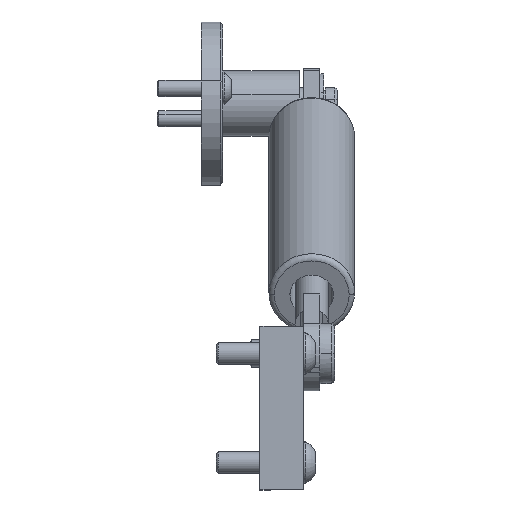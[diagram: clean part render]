
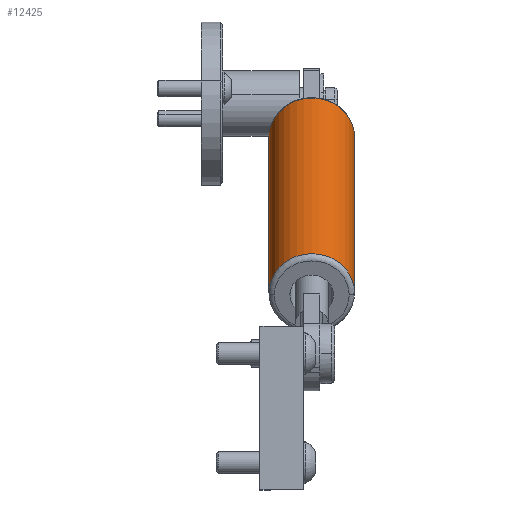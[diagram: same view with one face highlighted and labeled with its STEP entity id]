
A CAD part, top view. The second image highlights one B-rep face of the part: STEP entity #12425.
In plain terms, the highlighted cylindrical face has radius 7.85 mm (diameter 15.7 mm), a partial arc.
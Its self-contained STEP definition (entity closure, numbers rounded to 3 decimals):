
#746 = DIRECTION ( 'NONE',  ( 0., -1., 0. ) ) ;
#770 = CYLINDRICAL_SURFACE ( 'NONE', #8225, 7.85 ) ;
#871 = ORIENTED_EDGE ( 'NONE', *, *, #9112, .T. ) ;
#1460 = CARTESIAN_POINT ( 'NONE',  ( 0., -65., -7.85 ) ) ;
#1489 = VERTEX_POINT ( 'NONE', #10936 ) ;
#1811 = CIRCLE ( 'NONE', #7903, 7.85 ) ;
#1839 = CARTESIAN_POINT ( 'NONE',  ( 0., 1., 7.85 ) ) ;
#2002 = DIRECTION ( 'NONE',  ( 0., 0., -1. ) ) ;
#2015 = CIRCLE ( 'NONE', #3005, 7.85 ) ;
#2171 = ORIENTED_EDGE ( 'NONE', *, *, #3131, .T. ) ;
#2403 = DIRECTION ( 'NONE',  ( 0., -1., 0. ) ) ;
#2960 = DIRECTION ( 'NONE',  ( 0., -1., 0. ) ) ;
#3005 = AXIS2_PLACEMENT_3D ( 'NONE', #3916, #2960, #2002 ) ;
#3013 = EDGE_LOOP ( 'NONE', ( #871, #2171, #10973, #3448 ) ) ;
#3131 = EDGE_CURVE ( 'NONE', #4599, #5909, #4296, .T. ) ;
#3448 = ORIENTED_EDGE ( 'NONE', *, *, #10318, .F. ) ;
#3864 = VERTEX_POINT ( 'NONE', #9989 ) ;
#3916 = CARTESIAN_POINT ( 'NONE',  ( 0., 1., 0. ) ) ;
#4296 = LINE ( 'NONE', #12244, #9753 ) ;
#4505 = CARTESIAN_POINT ( 'NONE',  ( 0., 69., 7.85 ) ) ;
#4599 = VERTEX_POINT ( 'NONE', #4505 ) ;
#5160 = VECTOR ( 'NONE', #2403, 1000. ) ;
#5909 = VERTEX_POINT ( 'NONE', #1839 ) ;
#6018 = FACE_OUTER_BOUND ( 'NONE', #3013, .T. ) ;
#6064 = LINE ( 'NONE', #1460, #5160 ) ;
#6509 = DIRECTION ( 'NONE',  ( 0., -1., 0. ) ) ;
#7699 = DIRECTION ( 'NONE',  ( 0., -1., 0. ) ) ;
#7743 = DIRECTION ( 'NONE',  ( 0., 0., -1. ) ) ;
#7903 = AXIS2_PLACEMENT_3D ( 'NONE', #10364, #746, #10247 ) ;
#8225 = AXIS2_PLACEMENT_3D ( 'NONE', #11728, #7699, #7743 ) ;
#9112 = EDGE_CURVE ( 'NONE', #3864, #4599, #1811, .T. ) ;
#9753 = VECTOR ( 'NONE', #6509, 1000. ) ;
#9989 = CARTESIAN_POINT ( 'NONE',  ( 0., 69., -7.85 ) ) ;
#10247 = DIRECTION ( 'NONE',  ( 0., 0., -1. ) ) ;
#10318 = EDGE_CURVE ( 'NONE', #3864, #1489, #6064, .T. ) ;
#10364 = CARTESIAN_POINT ( 'NONE',  ( 0., 69., 0. ) ) ;
#10787 = EDGE_CURVE ( 'NONE', #1489, #5909, #2015, .T. ) ;
#10936 = CARTESIAN_POINT ( 'NONE',  ( 0., 1., -7.85 ) ) ;
#10973 = ORIENTED_EDGE ( 'NONE', *, *, #10787, .F. ) ;
#11728 = CARTESIAN_POINT ( 'NONE',  ( 0., -65., 0. ) ) ;
#12244 = CARTESIAN_POINT ( 'NONE',  ( 0., -65., 7.85 ) ) ;
#12425 = ADVANCED_FACE ( 'NONE', ( #6018 ), #770, .T. ) ;
